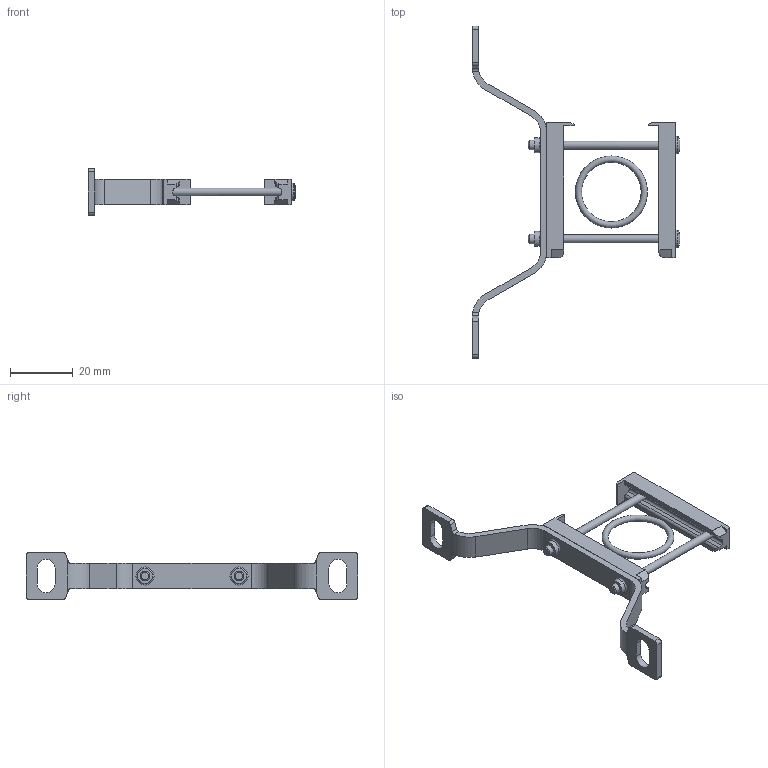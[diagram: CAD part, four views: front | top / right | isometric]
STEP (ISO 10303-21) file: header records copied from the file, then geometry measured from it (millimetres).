
FILE_DESCRIPTION(/* description */ ('STEP AP214'),/* implementation_level */ '2;1');
FILE_NAME(/* name */ '8118600_MS4-WPE-B',/* time_stamp */ '2024-09-10T14:17:04+02:00',/* author */ ('License CC BY-ND 4.0'),/* organization */ ('CADENAS'),/* preprocessor_version */ 'ST-DEVELOPER v19.3',/* originating_system */ 'PARTsolutions',/* authorisation */ ' ');
FILE_SCHEMA (('AUTOMOTIVE_DESIGN {1 0 10303 214 3 1 1}'));
Length unit declared in the file: millimetre
Products named in the file (5): 8118600 MS4-WPE-B; 8092760 MS4-MV-B---(46_high_m); 8116179 MS4-MV-B---(0_high_m); 8099174 MS4-WP-B-p2; 228525 B-19x2-N-NBR70
Assembly tree (4 placements, depth 2):
  8118600 MS4-WPE-B
    8092760 MS4-MV-B---(46_high_m)
    8116179 MS4-MV-B---(0_high_m)
    8099174 MS4-WP-B-p2
    228525 B-19x2-N-NBR70
Bounding box: 66.2 x 106 x 15 mm (x, y, z)
Volume: 6083.6 mm3; surface area: 7080.6 mm2
Topology: 4 solids, 4 shells, 203 faces, 540 edges, 353 vertices
Faces by surface type: plane 110, cylinder 74, cone 12, torus 7
Full cylindrical faces by diameter (mm): 2.459 x4, 2.55 x2, 3 x2, 3.5 x2, 4.8 x2, 5.6 x2, 6.1 x2
Entity records: 7248 total; most frequent: CARTESIAN_POINT 1161, DIRECTION 1044, ORIENTED_EDGE 1000, EDGE_CURVE 500, AXIS2_PLACEMENT_3D 368, VERTEX_POINT 349, LINE 308, VECTOR 308
